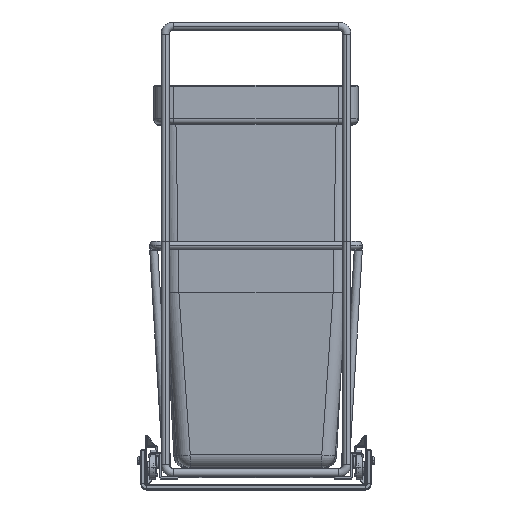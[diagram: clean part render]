
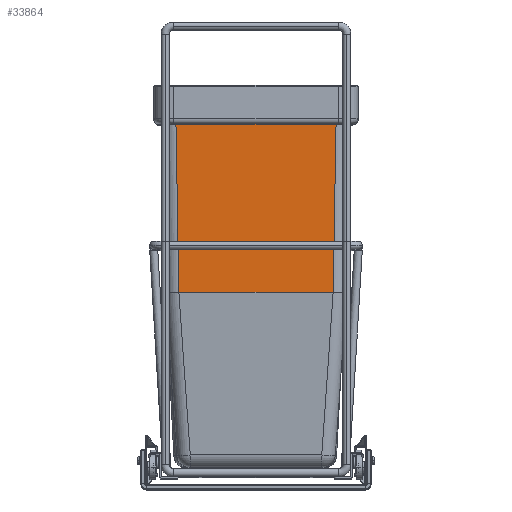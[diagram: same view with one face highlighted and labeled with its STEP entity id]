
A CAD part, top view. The second image highlights one B-rep face of the part: STEP entity #33864.
In plain terms, the highlighted face is planar.
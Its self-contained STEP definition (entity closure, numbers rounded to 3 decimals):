
#2986 = LINE ( 'NONE', #22387, #19814 ) ;
#3229 = ORIENTED_EDGE ( 'NONE', *, *, #27649, .T. ) ;
#6021 = CARTESIAN_POINT ( 'NONE',  ( -142.819, 131.052, 69.5 ) ) ;
#6602 = DIRECTION ( 'NONE',  ( 0.017, -1., 0. ) ) ;
#6731 = CARTESIAN_POINT ( 'NONE',  ( -145.003, 256.174, 59.505 ) ) ;
#7172 = DIRECTION ( 'NONE',  ( 0., 0., -1. ) ) ;
#7901 = ORIENTED_EDGE ( 'NONE', *, *, #33294, .T. ) ;
#8472 = DIRECTION ( 'NONE',  ( 0.017, -1., 0.017 ) ) ;
#10709 = DIRECTION ( 'NONE',  ( -1., -0.017, 0. ) ) ;
#12937 = VECTOR ( 'NONE', #7172, 1000. ) ;
#14164 = ORIENTED_EDGE ( 'NONE', *, *, #28806, .T. ) ;
#16127 = LINE ( 'NONE', #21429, #12937 ) ;
#16205 = PLANE ( 'NONE',  #27192 ) ;
#17192 = DIRECTION ( 'NONE',  ( 0., 0., 1. ) ) ;
#17355 = VERTEX_POINT ( 'NONE', #27832 ) ;
#17750 = VERTEX_POINT ( 'NONE', #19006 ) ;
#18283 = ORIENTED_EDGE ( 'NONE', *, *, #18476, .T. ) ;
#18476 = EDGE_CURVE ( 'NONE', #25741, #31729, #16127, .T. ) ;
#19006 = CARTESIAN_POINT ( 'NONE',  ( -142.819, 131.052, -57.321 ) ) ;
#19814 = VECTOR ( 'NONE', #8472, 1000. ) ;
#21429 = CARTESIAN_POINT ( 'NONE',  ( -145., 256., 69.5 ) ) ;
#21596 = CARTESIAN_POINT ( 'NONE',  ( -145., 256., -59.502 ) ) ;
#22387 = CARTESIAN_POINT ( 'NONE',  ( -144.961, 253.75, -59.462 ) ) ;
#23649 = VECTOR ( 'NONE', #29073, 1000. ) ;
#24643 = FACE_OUTER_BOUND ( 'NONE', #33209, .T. ) ;
#25741 = VERTEX_POINT ( 'NONE', #34022 ) ;
#26066 = VECTOR ( 'NONE', #17192, 1000. ) ;
#27192 = AXIS2_PLACEMENT_3D ( 'NONE', #35799, #10709, #6602 ) ;
#27649 = EDGE_CURVE ( 'NONE', #31729, #17750, #2986, .T. ) ;
#27832 = CARTESIAN_POINT ( 'NONE',  ( -142.819, 131.052, 57.321 ) ) ;
#28367 = LINE ( 'NONE', #6021, #26066 ) ;
#28806 = EDGE_CURVE ( 'NONE', #17750, #17355, #28367, .T. ) ;
#29073 = DIRECTION ( 'NONE',  ( -0.017, 1., 0.017 ) ) ;
#31729 = VERTEX_POINT ( 'NONE', #21596 ) ;
#31804 = LINE ( 'NONE', #6731, #23649 ) ;
#33209 = EDGE_LOOP ( 'NONE', ( #3229, #14164, #7901, #18283 ) ) ;
#33294 = EDGE_CURVE ( 'NONE', #17355, #25741, #31804, .T. ) ;
#33864 = ADVANCED_FACE ( 'NONE', ( #24643 ), #16205, .T. ) ;
#34022 = CARTESIAN_POINT ( 'NONE',  ( -145., 256., 59.502 ) ) ;
#35799 = CARTESIAN_POINT ( 'NONE',  ( -145., 256., 69.5 ) ) ;
